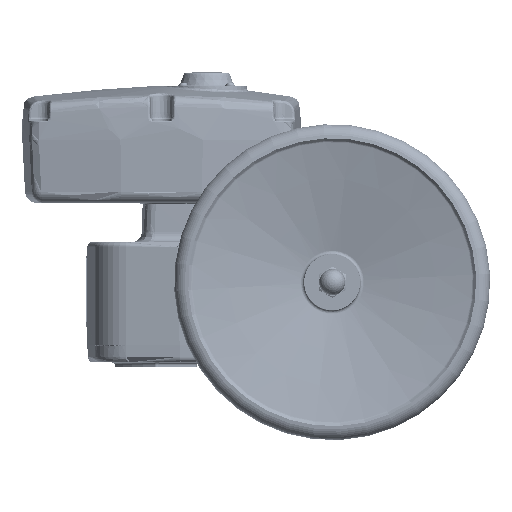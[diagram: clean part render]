
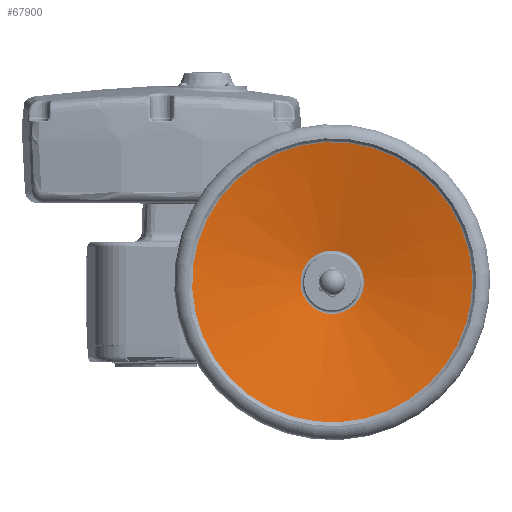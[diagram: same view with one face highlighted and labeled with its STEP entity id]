
A CAD part, front view. The second image highlights one B-rep face of the part: STEP entity #67900.
In plain terms, the highlighted conical face has half-angle 77.957 degrees and reference radius 84.25 mm.
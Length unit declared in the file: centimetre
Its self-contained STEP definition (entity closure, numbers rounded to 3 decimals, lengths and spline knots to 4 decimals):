
#12297=FACE_BOUND('',#21525,.T.);
#16479=FACE_OUTER_BOUND('',#21524,.T.);
#21524=EDGE_LOOP('',(#59212));
#21525=EDGE_LOOP('',(#59213));
#25909=CIRCLE('',#75945,3.1626);
#25911=CIRCLE('',#75948,13.9632);
#31761=VERTEX_POINT('',#143526);
#31763=VERTEX_POINT('',#143531);
#40906=EDGE_CURVE('',#31761,#31761,#25909,.T.);
#40908=EDGE_CURVE('',#31763,#31763,#25911,.T.);
#59212=ORIENTED_EDGE('',*,*,#40908,.F.);
#59213=ORIENTED_EDGE('',*,*,#40906,.F.);
#59575=CONICAL_SURFACE('',#75947,8.425,77.957);
#67900=ADVANCED_FACE('',(#16479,#12297),#59575,.F.);
#75945=AXIS2_PLACEMENT_3D('',#143527,#94603,#94604);
#75947=AXIS2_PLACEMENT_3D('',#143530,#94607,#94608);
#75948=AXIS2_PLACEMENT_3D('',#143532,#94609,#94610);
#94603=DIRECTION('center_axis',(0.,-1.,0.));
#94604=DIRECTION('ref_axis',(-0.8,0.,0.6));
#94607=DIRECTION('center_axis',(0.,-1.,0.));
#94608=DIRECTION('ref_axis',(0.8,0.,-0.6));
#94609=DIRECTION('center_axis',(0.,1.,0.));
#94610=DIRECTION('ref_axis',(-0.8,0.,0.6));
#143526=CARTESIAN_POINT('',(15.0293,-17.3474,-9.6986));
#143527=CARTESIAN_POINT('Origin',(12.5,-17.3474,-7.8));
#143530=CARTESIAN_POINT('Origin',(12.5,-18.47,-7.8));
#143531=CARTESIAN_POINT('',(23.6671,-19.6515,-16.1825));
#143532=CARTESIAN_POINT('Origin',(12.5,-19.6515,-7.8));
